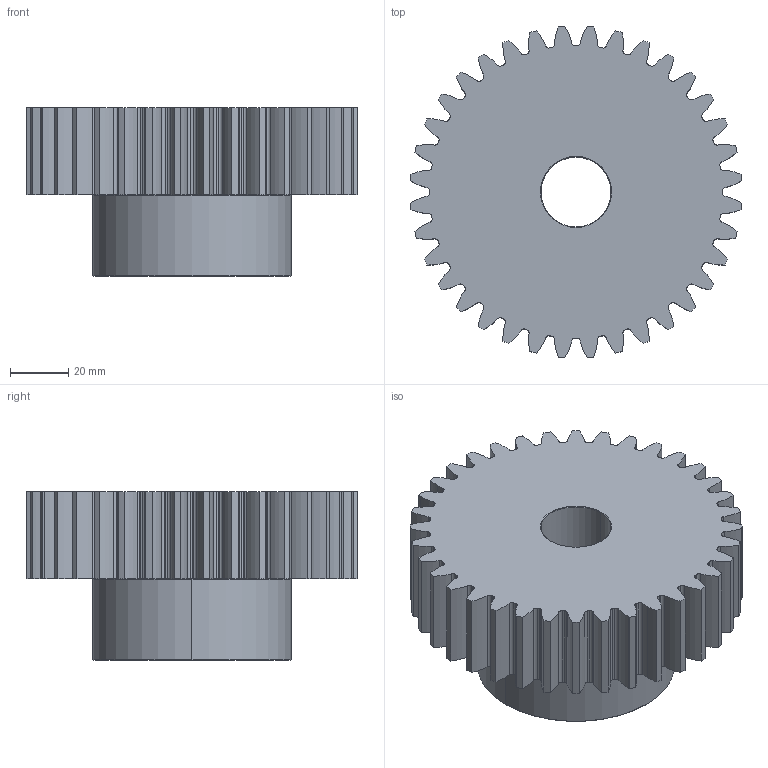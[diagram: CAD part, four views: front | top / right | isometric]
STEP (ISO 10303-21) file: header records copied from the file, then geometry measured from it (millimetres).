
FILE_DESCRIPTION(('STEP AP214'),'1');
FILE_NAME('117-030-036.stp','2017-10-10T11:46:26',('TraceParts'),('TraceParts S.A.'),'Spatial InterOp 3D',' ',' ');
FILE_SCHEMA(('automotive_design'));
Length unit declared in the file: millimetre
Products named in the file (1): 117-030-036
Bounding box: 113.74 x 113.74 x 58 mm (x, y, z)
Volume: 348034.1 mm3; surface area: 47572.5 mm2
Topology: 1 solids, 1 shells, 273 faces, 802 edges, 532 vertices
Faces by surface type: cylinder 262, cone 6, plane 3, torus 2
Entity records: 11619 total; most frequent: DIRECTION 1884, CARTESIAN_POINT 1608, ORIENTED_EDGE 1604, AXIS2_PLACEMENT_3D 808, EDGE_CURVE 802, CIRCLE 534, VERTEX_POINT 532, EDGE_LOOP 276
